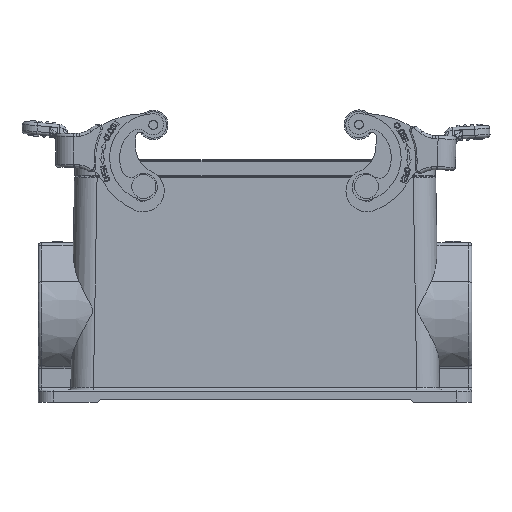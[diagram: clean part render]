
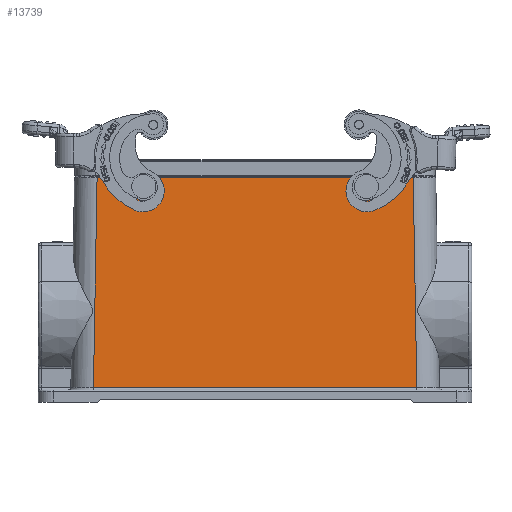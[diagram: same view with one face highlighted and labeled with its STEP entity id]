
A CAD part, front view. The second image highlights one B-rep face of the part: STEP entity #13739.
In plain terms, the highlighted planar face has unit normal (0, -1, 0.018).
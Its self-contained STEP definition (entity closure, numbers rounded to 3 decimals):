
#942=ELLIPSE('',#35236,1.5,1.5);
#943=ELLIPSE('',#35237,1.5,1.5);
#1080=B_SPLINE_CURVE_WITH_KNOTS('',3,(#47458,#47459,#47460,#47461),
 .UNSPECIFIED.,.F.,.F.,(4,4),(0.,1.),.UNSPECIFIED.);
#1081=B_SPLINE_CURVE_WITH_KNOTS('',3,(#47463,#47464,#47465,#47466),
 .UNSPECIFIED.,.F.,.F.,(4,4),(0.,1.),.UNSPECIFIED.);
#2489=LINE('',#47042,#4607);
#2505=LINE('',#47451,#4623);
#4607=VECTOR('',#38410,1.);
#4623=VECTOR('',#38504,1.);
#12844=PLANE('',#35238);
#13739=ADVANCED_FACE('',(#15849,#15850,#15851),#12844,.T.);
#15849=FACE_BOUND('',#16410,.T.);
#15850=FACE_BOUND('',#16411,.T.);
#15851=FACE_BOUND('',#16412,.T.);
#16410=EDGE_LOOP('',(#19083));
#16411=EDGE_LOOP('',(#19084));
#16412=EDGE_LOOP('',(#19085,#19086,#19087,#19088));
#19083=ORIENTED_EDGE('',*,*,#30023,.F.);
#19084=ORIENTED_EDGE('',*,*,#30024,.F.);
#19085=ORIENTED_EDGE('',*,*,#29962,.T.);
#19086=ORIENTED_EDGE('',*,*,#30021,.T.);
#19087=ORIENTED_EDGE('',*,*,#30025,.T.);
#19088=ORIENTED_EDGE('',*,*,#30026,.F.);
#26856=VERTEX_POINT('',#46019);
#27027=VERTEX_POINT('',#47041);
#27028=VERTEX_POINT('',#47043);
#27056=VERTEX_POINT('',#47455);
#27057=VERTEX_POINT('',#47457);
#27058=VERTEX_POINT('',#47462);
#29962=EDGE_CURVE('',#27028,#27027,#2489,.T.);
#30021=EDGE_CURVE('',#27027,#26856,#2505,.T.);
#30023=EDGE_CURVE('',#27056,#27056,#942,.T.);
#30024=EDGE_CURVE('',#27057,#27057,#943,.T.);
#30025=EDGE_CURVE('',#26856,#27058,#1080,.T.);
#30026=EDGE_CURVE('',#27028,#27058,#1081,.T.);
#35236=AXIS2_PLACEMENT_3D('',#47454,#38508,#38509);
#35237=AXIS2_PLACEMENT_3D('',#47456,#38510,#38511);
#35238=AXIS2_PLACEMENT_3D('',#47467,#38512,#38513);
#38410=DIRECTION('',(-0.017,-0.017,-1.));
#38504=DIRECTION('',(1.,0.,0.));
#38508=DIRECTION('',(0.,-1.,0.017));
#38509=DIRECTION('',(0.,-0.017,-1.));
#38510=DIRECTION('',(0.,-1.,0.017));
#38511=DIRECTION('',(0.,-0.017,-1.));
#38512=DIRECTION('',(0.,-1.,0.017));
#38513=DIRECTION('',(1.,0.,0.));
#46019=CARTESIAN_POINT('',(53.726,-22.722,-33.517));
#47041=CARTESIAN_POINT('',(-53.721,-22.722,-33.517));
#47042=CARTESIAN_POINT('',(-52.507,-21.509,36.009));
#47043=CARTESIAN_POINT('',(-52.507,-21.509,36.009));
#47451=CARTESIAN_POINT('',(-53.721,-22.722,-33.517));
#47454=CARTESIAN_POINT('',(37.002,-21.561,33.));
#47455=CARTESIAN_POINT('',(37.002,-21.587,31.5));
#47456=CARTESIAN_POINT('',(-36.998,-21.561,33.));
#47457=CARTESIAN_POINT('',(-36.998,-21.587,31.5));
#47458=CARTESIAN_POINT('',(53.726,-22.722,-33.517));
#47459=CARTESIAN_POINT('',(53.321,-22.318,-10.342));
#47460=CARTESIAN_POINT('',(52.917,-21.913,12.833));
#47461=CARTESIAN_POINT('',(52.512,-21.509,36.009));
#47462=CARTESIAN_POINT('',(52.512,-21.509,36.009));
#47463=CARTESIAN_POINT('',(-52.507,-21.509,36.009));
#47464=CARTESIAN_POINT('',(-17.501,-21.509,36.009));
#47465=CARTESIAN_POINT('',(17.506,-21.509,36.009));
#47466=CARTESIAN_POINT('',(52.512,-21.509,36.009));
#47467=CARTESIAN_POINT('',(-63.059,-21.5,36.5));
